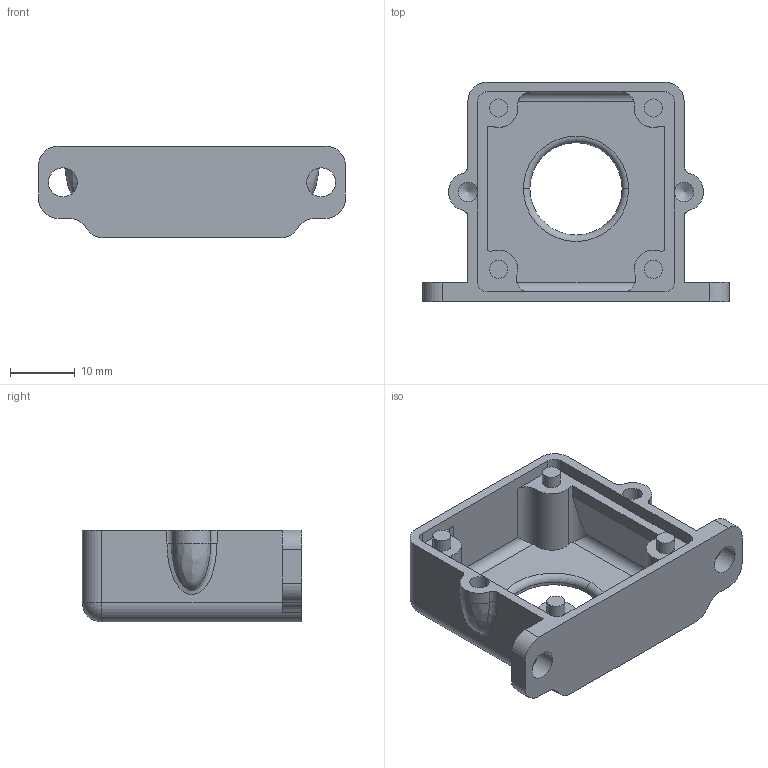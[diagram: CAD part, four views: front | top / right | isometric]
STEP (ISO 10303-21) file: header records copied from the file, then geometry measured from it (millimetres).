
FILE_DESCRIPTION( ('This file contains a STEP AP42 implementation' ,'as created by ZW3D STEP Interface translator.') ,'2;1' );
FILE_NAME( 'HOUSING-FR.stp' ,'24 216.235240', (''), ('ZWCAD Software Co.'), 'Version 1.0', 'ZW3D to STEP translator', '' );
FILE_SCHEMA(('AUTOMOTIVE_DESIGN { 1 0 10303 214 1 1 1 1 }'));
Length unit declared in the file: millimetre
Products named in the file (1): 0
Bounding box: 47.5 x 34 x 14.2 mm (x, y, z)
Volume: 6083.6 mm3; surface area: 5836.5 mm2
Topology: 1 solids, 1 shells, 94 faces, 247 edges, 159 vertices
Faces by surface type: cylinder 55, plane 29, bspline 4, sphere 2, cone 2, torus 2
Full cylindrical faces by diameter (mm): 3 x2, 4.5 x2
Entity records: 3455 total; most frequent: CARTESIAN_POINT 939, DIRECTION 523, ORIENTED_EDGE 494, EDGE_CURVE 245, AXIS2_PLACEMENT_3D 201, VERTEX_POINT 158, VECTOR 121, LINE 121
